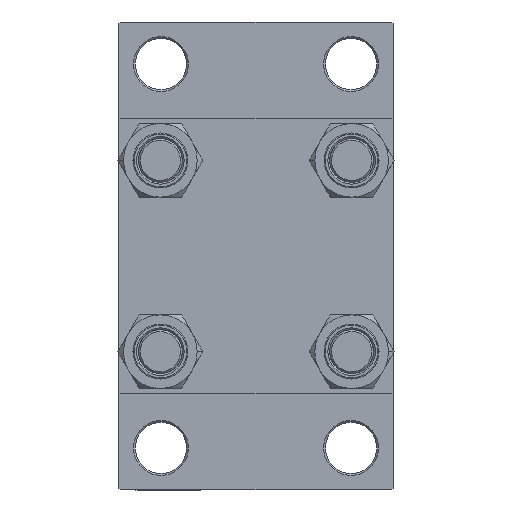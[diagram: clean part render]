
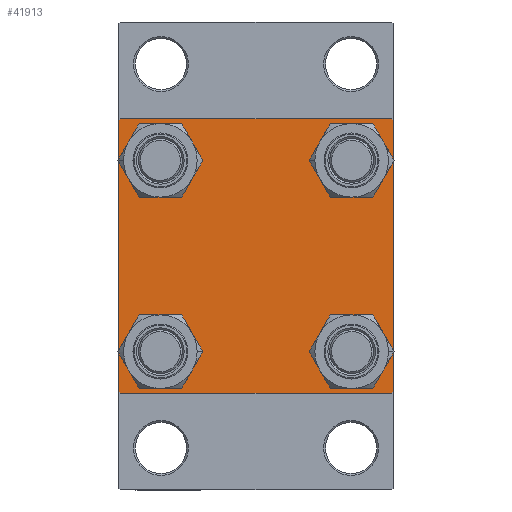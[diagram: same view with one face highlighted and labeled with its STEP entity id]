
A CAD part, left-side view. The second image highlights one B-rep face of the part: STEP entity #41913.
In plain terms, the highlighted planar face has unit normal (-1, 0, 0).
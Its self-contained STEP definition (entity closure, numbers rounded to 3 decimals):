
#464 = LINE ( 'NONE', #926, #36286 ) ;
#926 = CARTESIAN_POINT ( 'NONE',  ( 0., 37.25, -37.25 ) ) ;
#1265 = DIRECTION ( 'NONE',  ( 0., 0., 1. ) ) ;
#1528 = ORIENTED_EDGE ( 'NONE', *, *, #20598, .F. ) ;
#1640 = EDGE_CURVE ( 'NONE', #24383, #19657, #6293, .T. ) ;
#1961 = FACE_OUTER_BOUND ( 'NONE', #5774, .T. ) ;
#1981 = VERTEX_POINT ( 'NONE', #26483 ) ;
#2082 = CARTESIAN_POINT ( 'NONE',  ( 0., 37., -37.5 ) ) ;
#2092 = ORIENTED_EDGE ( 'NONE', *, *, #25808, .T. ) ;
#2178 = CIRCLE ( 'NONE', #15910, 6.5 ) ;
#2362 = EDGE_CURVE ( 'NONE', #19657, #24383, #45186, .T. ) ;
#2413 = CARTESIAN_POINT ( 'NONE',  ( 0., 37.5, -37.5 ) ) ;
#3273 = VECTOR ( 'NONE', #35218, 1000. ) ;
#4669 = ORIENTED_EDGE ( 'NONE', *, *, #10759, .T. ) ;
#4792 = VERTEX_POINT ( 'NONE', #19618 ) ;
#5019 = CIRCLE ( 'NONE', #11006, 6.5 ) ;
#5079 = DIRECTION ( 'NONE',  ( 0., 0., 1. ) ) ;
#5441 = DIRECTION ( 'NONE',  ( 0., 0., 1. ) ) ;
#5770 = DIRECTION ( 'NONE',  ( 1., 0., 0. ) ) ;
#5774 = EDGE_LOOP ( 'NONE', ( #30148, #36124, #44580, #18222, #1528, #45937, #39974, #7955 ) ) ;
#6288 = CARTESIAN_POINT ( 'NONE',  ( 0., -26.15, 32.65 ) ) ;
#6293 = CIRCLE ( 'NONE', #16182, 6.5 ) ;
#6803 = DIRECTION ( 'NONE',  ( 1., 0., 0. ) ) ;
#6849 = CARTESIAN_POINT ( 'NONE',  ( 0., 37.5, 37. ) ) ;
#7003 = CARTESIAN_POINT ( 'NONE',  ( 0., 26.15, -26.15 ) ) ;
#7234 = DIRECTION ( 'NONE',  ( 1., 0., 0. ) ) ;
#7395 = EDGE_LOOP ( 'NONE', ( #9938, #45214 ) ) ;
#7955 = ORIENTED_EDGE ( 'NONE', *, *, #33509, .T. ) ;
#8467 = CARTESIAN_POINT ( 'NONE',  ( 0., 26.15, -32.65 ) ) ;
#9536 = VERTEX_POINT ( 'NONE', #41593 ) ;
#9938 = ORIENTED_EDGE ( 'NONE', *, *, #1640, .T. ) ;
#10529 = AXIS2_PLACEMENT_3D ( 'NONE', #33501, #33975, #1265 ) ;
#10587 = LINE ( 'NONE', #25138, #40309 ) ;
#10634 = ORIENTED_EDGE ( 'NONE', *, *, #27746, .T. ) ;
#10738 = LINE ( 'NONE', #2413, #33985 ) ;
#10759 = EDGE_CURVE ( 'NONE', #9536, #37869, #32269, .T. ) ;
#11006 = AXIS2_PLACEMENT_3D ( 'NONE', #42464, #46522, #35770 ) ;
#12328 = CARTESIAN_POINT ( 'NONE',  ( 0., 37.5, 37.5 ) ) ;
#12709 = FACE_BOUND ( 'NONE', #15059, .T. ) ;
#12740 = LINE ( 'NONE', #40918, #28412 ) ;
#13126 = VERTEX_POINT ( 'NONE', #40529 ) ;
#13512 = CARTESIAN_POINT ( 'NONE',  ( 0., -37., 37.5 ) ) ;
#13947 = AXIS2_PLACEMENT_3D ( 'NONE', #18550, #30001, #33121 ) ;
#14139 = CIRCLE ( 'NONE', #40808, 6.5 ) ;
#14197 = CARTESIAN_POINT ( 'NONE',  ( 0., -37., -37.5 ) ) ;
#14198 = LINE ( 'NONE', #39267, #3273 ) ;
#14235 = EDGE_CURVE ( 'NONE', #24540, #4792, #16385, .T. ) ;
#14675 = ORIENTED_EDGE ( 'NONE', *, *, #43544, .T. ) ;
#14887 = AXIS2_PLACEMENT_3D ( 'NONE', #30372, #45651, #5079 ) ;
#15027 = DIRECTION ( 'NONE',  ( 0., -0.707, -0.707 ) ) ;
#15059 = EDGE_LOOP ( 'NONE', ( #43308, #4669 ) ) ;
#15108 = VERTEX_POINT ( 'NONE', #13512 ) ;
#15910 = AXIS2_PLACEMENT_3D ( 'NONE', #17774, #46906, #39728 ) ;
#16176 = CARTESIAN_POINT ( 'NONE',  ( 0., 26.15, 26.15 ) ) ;
#16182 = AXIS2_PLACEMENT_3D ( 'NONE', #46104, #5770, #31536 ) ;
#16385 = CIRCLE ( 'NONE', #34664, 6.5 ) ;
#16427 = EDGE_CURVE ( 'NONE', #25038, #36922, #10738, .T. ) ;
#16742 = EDGE_CURVE ( 'NONE', #37869, #9536, #5019, .T. ) ;
#17047 = AXIS2_PLACEMENT_3D ( 'NONE', #39495, #6803, #43082 ) ;
#17774 = CARTESIAN_POINT ( 'NONE',  ( 0., 26.15, -26.15 ) ) ;
#17951 = DIRECTION ( 'NONE',  ( 0., 0.707, 0.707 ) ) ;
#17969 = DIRECTION ( 'NONE',  ( 0., 0., 1. ) ) ;
#18222 = ORIENTED_EDGE ( 'NONE', *, *, #28488, .T. ) ;
#18550 = CARTESIAN_POINT ( 'NONE',  ( 0., -26.15, -26.15 ) ) ;
#19618 = CARTESIAN_POINT ( 'NONE',  ( 0., 26.15, -19.65 ) ) ;
#19657 = VERTEX_POINT ( 'NONE', #42317 ) ;
#20598 = EDGE_CURVE ( 'NONE', #1981, #40074, #33876, .T. ) ;
#21793 = DIRECTION ( 'NONE',  ( 0., -0.707, 0.707 ) ) ;
#22005 = LINE ( 'NONE', #43269, #24811 ) ;
#22718 = EDGE_LOOP ( 'NONE', ( #2092, #14675 ) ) ;
#22973 = FACE_BOUND ( 'NONE', #22718, .T. ) ;
#23252 = EDGE_CURVE ( 'NONE', #13126, #15108, #37885, .T. ) ;
#23445 = PLANE ( 'NONE',  #14887 ) ;
#23477 = DIRECTION ( 'NONE',  ( 0., 0., -1. ) ) ;
#24383 = VERTEX_POINT ( 'NONE', #33067 ) ;
#24540 = VERTEX_POINT ( 'NONE', #8467 ) ;
#24713 = CARTESIAN_POINT ( 'NONE',  ( 0., 37.5, -37. ) ) ;
#24811 = VECTOR ( 'NONE', #17951, 1000. ) ;
#25038 = VERTEX_POINT ( 'NONE', #2082 ) ;
#25138 = CARTESIAN_POINT ( 'NONE',  ( 0., -37.25, -37.25 ) ) ;
#25808 = EDGE_CURVE ( 'NONE', #27411, #28603, #43281, .T. ) ;
#26483 = CARTESIAN_POINT ( 'NONE',  ( 0., -37.5, 37. ) ) ;
#26705 = CARTESIAN_POINT ( 'NONE',  ( 0., -37.5, 37.5 ) ) ;
#26761 = EDGE_LOOP ( 'NONE', ( #10634, #39949 ) ) ;
#27016 = FACE_BOUND ( 'NONE', #7395, .T. ) ;
#27411 = VERTEX_POINT ( 'NONE', #29279 ) ;
#27746 = EDGE_CURVE ( 'NONE', #4792, #24540, #2178, .T. ) ;
#28412 = VECTOR ( 'NONE', #23477, 1000. ) ;
#28488 = EDGE_CURVE ( 'NONE', #36922, #40074, #10587, .T. ) ;
#28603 = VERTEX_POINT ( 'NONE', #44468 ) ;
#29279 = CARTESIAN_POINT ( 'NONE',  ( 0., 26.15, 32.65 ) ) ;
#30001 = DIRECTION ( 'NONE',  ( 1., 0., 0. ) ) ;
#30148 = ORIENTED_EDGE ( 'NONE', *, *, #33834, .T. ) ;
#30372 = CARTESIAN_POINT ( 'NONE',  ( 0., 0., 0. ) ) ;
#30938 = DIRECTION ( 'NONE',  ( 0., -1., 0. ) ) ;
#31536 = DIRECTION ( 'NONE',  ( 0., 0., 1. ) ) ;
#32269 = CIRCLE ( 'NONE', #17047, 6.5 ) ;
#33067 = CARTESIAN_POINT ( 'NONE',  ( 0., -26.15, -19.65 ) ) ;
#33121 = DIRECTION ( 'NONE',  ( 0., 0., 1. ) ) ;
#33501 = CARTESIAN_POINT ( 'NONE',  ( 0., 26.15, 26.15 ) ) ;
#33509 = EDGE_CURVE ( 'NONE', #13126, #47150, #14198, .T. ) ;
#33834 = EDGE_CURVE ( 'NONE', #47150, #38553, #12740, .T. ) ;
#33876 = LINE ( 'NONE', #26705, #45388 ) ;
#33975 = DIRECTION ( 'NONE',  ( 1., 0., 0. ) ) ;
#33985 = VECTOR ( 'NONE', #39399, 1000. ) ;
#34331 = DIRECTION ( 'NONE',  ( 1., 0., 0. ) ) ;
#34664 = AXIS2_PLACEMENT_3D ( 'NONE', #7003, #7234, #17969 ) ;
#35218 = DIRECTION ( 'NONE',  ( 0., 0.707, -0.707 ) ) ;
#35770 = DIRECTION ( 'NONE',  ( 0., 0., 1. ) ) ;
#36059 = CARTESIAN_POINT ( 'NONE',  ( 0., -37.5, -37. ) ) ;
#36124 = ORIENTED_EDGE ( 'NONE', *, *, #44336, .T. ) ;
#36286 = VECTOR ( 'NONE', #15027, 1000. ) ;
#36922 = VERTEX_POINT ( 'NONE', #14197 ) ;
#37869 = VERTEX_POINT ( 'NONE', #6288 ) ;
#37885 = LINE ( 'NONE', #12328, #43992 ) ;
#38553 = VERTEX_POINT ( 'NONE', #24713 ) ;
#39013 = EDGE_CURVE ( 'NONE', #1981, #15108, #22005, .T. ) ;
#39267 = CARTESIAN_POINT ( 'NONE',  ( 0., 37.25, 37.25 ) ) ;
#39399 = DIRECTION ( 'NONE',  ( 0., -1., 0. ) ) ;
#39495 = CARTESIAN_POINT ( 'NONE',  ( 0., -26.15, 26.15 ) ) ;
#39728 = DIRECTION ( 'NONE',  ( 0., 0., 1. ) ) ;
#39949 = ORIENTED_EDGE ( 'NONE', *, *, #14235, .T. ) ;
#39974 = ORIENTED_EDGE ( 'NONE', *, *, #23252, .F. ) ;
#40074 = VERTEX_POINT ( 'NONE', #36059 ) ;
#40309 = VECTOR ( 'NONE', #21793, 1000. ) ;
#40529 = CARTESIAN_POINT ( 'NONE',  ( 0., 37., 37.5 ) ) ;
#40808 = AXIS2_PLACEMENT_3D ( 'NONE', #16176, #34331, #5441 ) ;
#40918 = CARTESIAN_POINT ( 'NONE',  ( 0., 37.5, 37.5 ) ) ;
#41272 = DIRECTION ( 'NONE',  ( 0., 0., -1. ) ) ;
#41593 = CARTESIAN_POINT ( 'NONE',  ( 0., -26.15, 19.65 ) ) ;
#41913 = ADVANCED_FACE ( 'NONE', ( #12709, #27016, #42061, #22973, #1961 ), #23445, .T. ) ;
#42061 = FACE_BOUND ( 'NONE', #26761, .T. ) ;
#42317 = CARTESIAN_POINT ( 'NONE',  ( 0., -26.15, -32.65 ) ) ;
#42464 = CARTESIAN_POINT ( 'NONE',  ( 0., -26.15, 26.15 ) ) ;
#43082 = DIRECTION ( 'NONE',  ( 0., 0., 1. ) ) ;
#43269 = CARTESIAN_POINT ( 'NONE',  ( 0., -37.25, 37.25 ) ) ;
#43281 = CIRCLE ( 'NONE', #10529, 6.5 ) ;
#43308 = ORIENTED_EDGE ( 'NONE', *, *, #16742, .T. ) ;
#43544 = EDGE_CURVE ( 'NONE', #28603, #27411, #14139, .T. ) ;
#43992 = VECTOR ( 'NONE', #30938, 1000. ) ;
#44336 = EDGE_CURVE ( 'NONE', #38553, #25038, #464, .T. ) ;
#44468 = CARTESIAN_POINT ( 'NONE',  ( 0., 26.15, 19.65 ) ) ;
#44580 = ORIENTED_EDGE ( 'NONE', *, *, #16427, .T. ) ;
#45186 = CIRCLE ( 'NONE', #13947, 6.5 ) ;
#45214 = ORIENTED_EDGE ( 'NONE', *, *, #2362, .T. ) ;
#45388 = VECTOR ( 'NONE', #41272, 1000. ) ;
#45651 = DIRECTION ( 'NONE',  ( -1., 0., 0. ) ) ;
#45937 = ORIENTED_EDGE ( 'NONE', *, *, #39013, .T. ) ;
#46104 = CARTESIAN_POINT ( 'NONE',  ( 0., -26.15, -26.15 ) ) ;
#46522 = DIRECTION ( 'NONE',  ( 1., 0., 0. ) ) ;
#46906 = DIRECTION ( 'NONE',  ( 1., 0., 0. ) ) ;
#47150 = VERTEX_POINT ( 'NONE', #6849 ) ;
